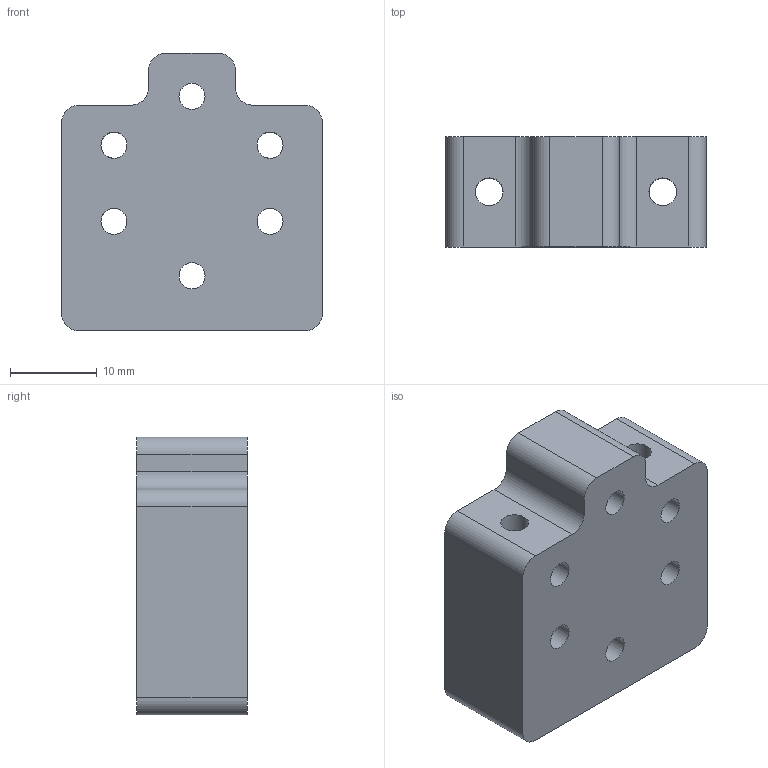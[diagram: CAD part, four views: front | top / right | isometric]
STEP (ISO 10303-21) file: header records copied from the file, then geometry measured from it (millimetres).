
FILE_DESCRIPTION(/* description */ (''),/* implementation_level */ '2;1');
FILE_NAME(/* name */ 'Upper_Magneham_Alu_3.stp',/* time_stamp */ '2021-04-08T12:13:11-07:00',/* author */ (''),/* organization */ (''),/* preprocessor_version */ 'ST-DEVELOPER v18.1',/* originating_system */ 'Autodesk Translation Framework v9.10.0.1330',/* authorisation */ '');
FILE_SCHEMA (('AUTOMOTIVE_DESIGN { 1 0 10303 214 3 1 1 }'));
Length unit declared in the file: millimetre
Products named in the file (1): STP:Z/Upper_Magneham_Alu_3
Bounding box: 30 x 12.7 x 32 mm (x, y, z)
Volume: 9721.9 mm3; surface area: 4155.8 mm2
Topology: 1 solids, 1 shells, 26 faces, 86 edges, 58 vertices
Faces by surface type: cylinder 16, plane 10
Full cylindrical faces by diameter (mm): 3 x6, 3.2 x2
Entity records: 1260 total; most frequent: CARTESIAN_POINT 405, ORIENTED_EDGE 172, DIRECTION 162, EDGE_CURVE 86, AXIS2_PLACEMENT_3D 59, VERTEX_POINT 58, EDGE_LOOP 46, LINE 44
